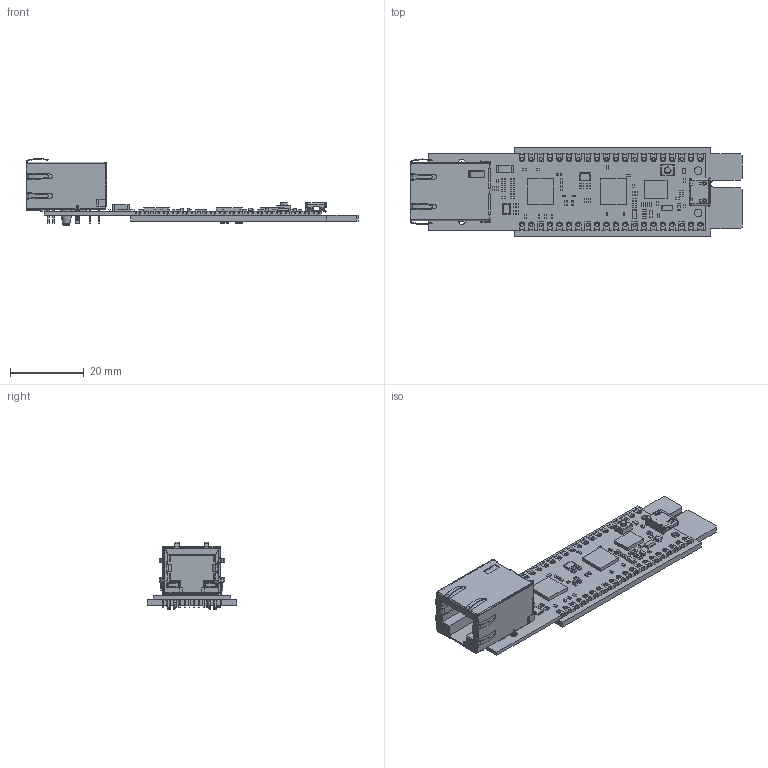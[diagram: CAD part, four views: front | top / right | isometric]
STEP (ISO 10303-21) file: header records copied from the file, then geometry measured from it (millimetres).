
FILE_DESCRIPTION(('KiCad electronic assembly'),'2;1');
FILE_NAME('pi-pico-mgmt-module.step','2024-06-28T01:39:28',('Pcbnew'),( 'Kicad'),'Open CASCADE STEP processor 7.6','KiCad to STEP converter' ,'Unknown');
FILE_SCHEMA(('AUTOMOTIVE_DESIGN { 1 0 10303 214 1 1 1 1 }'));
Length unit declared in the file: millimetre
Products named in the file (6): pi-pico-mgmt-module 1; W5100SEVBPICO--3DModel-STEP-269445; W5100SEVBPICO; R_0805_2012Metric; kibot_zmgsuf5e_PCB
Assembly tree (6 placements, depth 3):
  pi-pico-mgmt-module 1
    W5100SEVBPICO--3DModel-STEP-269445
      W5100SEVBPICO
    R_0805_2012Metric  x2
      R_0805_2012Metric
    kibot_zmgsuf5e_PCB
Bounding box: 89.76 x 24.14 x 18.13 mm (x, y, z)
Volume: 6838.7 mm3; surface area: 13002 mm2
Topology: 275 solids, 275 shells, 3202 faces, 7613 edges, 4922 vertices
Faces by surface type: plane 2462, cylinder 692, bspline 30, cone 16, torus 2
Full cylindrical faces by diameter (mm): 1.5 x2, 1.8 x2
Entity records: 92817 total; most frequent: CARTESIAN_POINT 16704, ORIENTED_EDGE 15058, DIRECTION 14985, EDGE_CURVE 7529, LINE 6035, VECTOR 6035, VERTEX_POINT 4878, AXIS2_PLACEMENT_3D 4475
